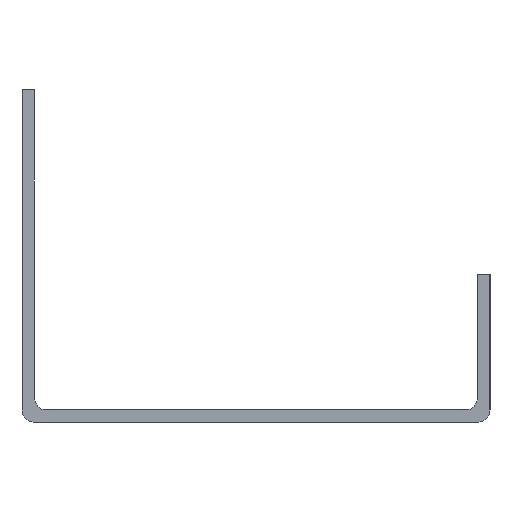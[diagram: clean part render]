
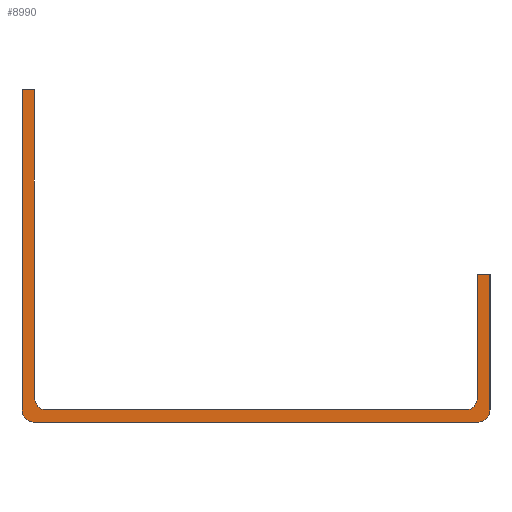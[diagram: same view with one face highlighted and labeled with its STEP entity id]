
A CAD part, left-side view. The second image highlights one B-rep face of the part: STEP entity #8990.
In plain terms, the highlighted planar face has unit normal (-1, 0, 0).
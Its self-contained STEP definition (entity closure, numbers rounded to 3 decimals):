
#2966=DIRECTION('',(0.,-1.,0.));
#2967=VECTOR('',#2966,36.);
#2968=CARTESIAN_POINT('',(-886.656,-4.047,0.));
#2969=LINE('',#2968,#2967);
#4605=CARTESIAN_POINT('',(-886.656,-40.047,1.));
#4606=DIRECTION('',(1.,0.,0.));
#4607=DIRECTION('',(0.,-1.,0.));
#4608=AXIS2_PLACEMENT_3D('',#4605,#4606,#4607);
#4613=CARTESIAN_POINT('',(-886.656,-4.047,1.));
#4614=DIRECTION('',(1.,0.,0.));
#4615=DIRECTION('',(0.,0.,-1.));
#4616=AXIS2_PLACEMENT_3D('',#4613,#4614,#4615);
#4621=DIRECTION('',(0.,-1.,0.));
#4622=VECTOR('',#4621,1.);
#4623=CARTESIAN_POINT('',(-886.656,-3.047,27.));
#4624=LINE('',#4623,#4622);
#4628=CARTESIAN_POINT('',(-886.656,-5.047,2.));
#4629=DIRECTION('',(-1.,0.,0.));
#4630=DIRECTION('',(0.,1.,0.));
#4631=AXIS2_PLACEMENT_3D('',#4628,#4629,#4630);
#4636=DIRECTION('',(0.,-1.,0.));
#4637=VECTOR('',#4636,34.);
#4638=CARTESIAN_POINT('',(-886.656,-5.047,1.));
#4639=LINE('',#4638,#4637);
#4643=CARTESIAN_POINT('',(-886.656,-39.047,2.));
#4644=DIRECTION('',(-1.,0.,0.));
#4645=DIRECTION('',(0.,0.,-1.));
#4646=AXIS2_PLACEMENT_3D('',#4643,#4644,#4645);
#4651=DIRECTION('',(0.,0.,1.));
#4652=VECTOR('',#4651,10.);
#4653=CARTESIAN_POINT('',(-886.656,-40.047,2.));
#4654=LINE('',#4653,#4652);
#4658=DIRECTION('',(0.,-1.,0.));
#4659=VECTOR('',#4658,1.);
#4660=CARTESIAN_POINT('',(-886.656,-40.047,12.));
#4661=LINE('',#4660,#4659);
#4739=DIRECTION('',(0.,0.,1.));
#4740=VECTOR('',#4739,11.);
#4741=CARTESIAN_POINT('',(-886.656,-41.047,1.));
#4742=LINE('',#4741,#4740);
#5666=DIRECTION('',(0.,0.,1.));
#5667=VECTOR('',#5666,25.);
#5668=CARTESIAN_POINT('',(-886.656,-4.047,2.));
#5669=LINE('',#5668,#5667);
#5694=DIRECTION('',(0.,0.,-1.));
#5695=VECTOR('',#5694,26.);
#5696=CARTESIAN_POINT('',(-886.656,-3.047,27.));
#5697=LINE('',#5696,#5695);
#7571=CARTESIAN_POINT('',(-886.656,-40.047,0.));
#7573=VERTEX_POINT('',#7571);
#7576=CARTESIAN_POINT('',(-886.656,-4.047,0.));
#7577=VERTEX_POINT('',#7576);
#7991=CARTESIAN_POINT('',(-886.656,-41.047,
1.));
#7992=VERTEX_POINT('',#7991);
#7995=CARTESIAN_POINT('',(-886.656,-3.047,
1.));
#7996=VERTEX_POINT('',#7995);
#7997=CARTESIAN_POINT('',(-886.656,-3.047,27.));
#7998=VERTEX_POINT('',#7997);
#7999=CARTESIAN_POINT('',(-886.656,-4.047,27.));
#8000=VERTEX_POINT('',#7999);
#8001=CARTESIAN_POINT('',(-886.656,-4.047,2.));
#8002=VERTEX_POINT('',#8001);
#8003=CARTESIAN_POINT('',(-886.656,-5.047,1.));
#8004=VERTEX_POINT('',#8003);
#8005=CARTESIAN_POINT('',(-886.656,-39.047,1.));
#8006=VERTEX_POINT('',#8005);
#8007=CARTESIAN_POINT('',(-886.656,-40.047,2.));
#8008=VERTEX_POINT('',#8007);
#8009=CARTESIAN_POINT('',(-886.656,-40.047,12.));
#8010=VERTEX_POINT('',#8009);
#8011=CARTESIAN_POINT('',(-886.656,-41.047,12.));
#8012=VERTEX_POINT('',#8011);
#8961=CARTESIAN_POINT('',(-886.656,-3.047,0.));
#8962=DIRECTION('',(-1.,0.,0.));
#8963=DIRECTION('',(0.,-1.,0.));
#8964=AXIS2_PLACEMENT_3D('',#8961,#8962,#8963);
#8965=PLANE('',#8964);
#8966=ORIENTED_EDGE('',*,*,#8944,.T.);
#8967=ORIENTED_EDGE('',*,*,#8447,.F.);
#8969=ORIENTED_EDGE('',*,*,#8968,.T.);
#8971=ORIENTED_EDGE('',*,*,#8970,.F.);
#8973=ORIENTED_EDGE('',*,*,#8972,.T.);
#8975=ORIENTED_EDGE('',*,*,#8974,.F.);
#8977=ORIENTED_EDGE('',*,*,#8976,.T.);
#8979=ORIENTED_EDGE('',*,*,#8978,.T.);
#8981=ORIENTED_EDGE('',*,*,#8980,.T.);
#8983=ORIENTED_EDGE('',*,*,#8982,.T.);
#8985=ORIENTED_EDGE('',*,*,#8984,.T.);
#8987=ORIENTED_EDGE('',*,*,#8986,.F.);
#8988=EDGE_LOOP('',(#8966,#8967,#8969,#8971,#8973,#8975,#8977,#8979,#8981,#8983,
#8985,#8987));
#8989=FACE_OUTER_BOUND('',#8988,.F.);
#4609=CIRCLE('',#4608,1.);
#4617=CIRCLE('',#4616,1.);
#4632=CIRCLE('',#4631,1.);
#4647=CIRCLE('',#4646,1.);
#8447=EDGE_CURVE('',#7577,#7573,#2969,.T.);
#8944=EDGE_CURVE('',#7992,#7573,#4609,.T.);
#8968=EDGE_CURVE('',#7577,#7996,#4617,.T.);
#8970=EDGE_CURVE('',#7998,#7996,#5697,.T.);
#8972=EDGE_CURVE('',#7998,#8000,#4624,.T.);
#8974=EDGE_CURVE('',#8002,#8000,#5669,.T.);
#8976=EDGE_CURVE('',#8002,#8004,#4632,.T.);
#8978=EDGE_CURVE('',#8004,#8006,#4639,.T.);
#8980=EDGE_CURVE('',#8006,#8008,#4647,.T.);
#8982=EDGE_CURVE('',#8008,#8010,#4654,.T.);
#8984=EDGE_CURVE('',#8010,#8012,#4661,.T.);
#8986=EDGE_CURVE('',#7992,#8012,#4742,.T.);
#8990=ADVANCED_FACE('',(#8989),#8965,.T.);
